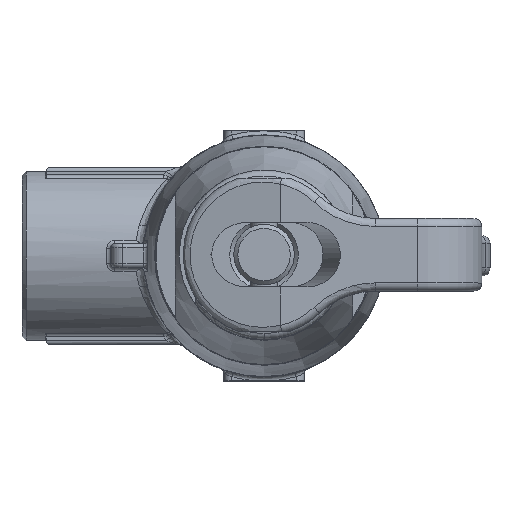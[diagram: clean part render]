
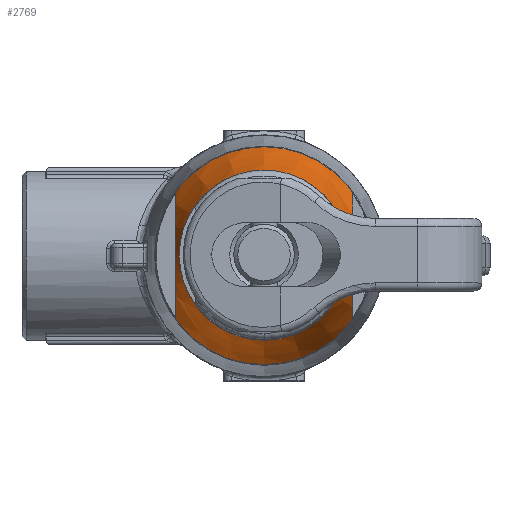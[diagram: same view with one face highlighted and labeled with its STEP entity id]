
A CAD part, top view. The second image highlights one B-rep face of the part: STEP entity #2769.
In plain terms, the highlighted conical face has half-angle 18 degrees and reference radius 13.5 mm.
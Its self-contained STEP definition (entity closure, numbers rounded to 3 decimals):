
#2605=CARTESIAN_POINT('',(0.,13.5,25.767));
#2606=VERTEX_POINT('',#2605);
#2613=CARTESIAN_POINT('',(0.,-13.5,25.767));
#2614=VERTEX_POINT('',#2613);
#2615=CARTESIAN_POINT('',(0.,0.,25.767));
#2616=DIRECTION('',(0.,-0.,-1.));
#2617=DIRECTION('',(0.,1.,-0.));
#2618=AXIS2_PLACEMENT_3D('',#2615,#2616,#2617);
#2619=CIRCLE('',#2618,13.5);
#2620=EDGE_CURVE('NONE',#2606,#2614,#2619,.T.);
#2622=CARTESIAN_POINT('',(0.,0.,25.767));
#2623=DIRECTION('',(0.,-0.,-1.));
#2624=DIRECTION('',(0.,1.,-0.));
#2625=AXIS2_PLACEMENT_3D('',#2622,#2623,#2624);
#2626=CIRCLE('',#2625,13.5);
#2627=EDGE_CURVE('NONE',#2614,#2606,#2626,.T.);
#2635=CARTESIAN_POINT('',(0.,0.,25.767));
#2636=DIRECTION('',(0.,-0.,-1.));
#2637=DIRECTION('',(0.,1.,-0.));
#2638=AXIS2_PLACEMENT_3D('',#2635,#2636,#2637);
#2639=CONICAL_SURFACE('',#2638,13.5,18.);
#2640=CARTESIAN_POINT('',(0.,10.5,35.));
#2641=VERTEX_POINT('',#2640);
#2642=CARTESIAN_POINT('',(0.,13.5,25.767));
#2643=DIRECTION('',(-0.,-0.309,0.951));
#2644=VECTOR('',#2643,9.708);
#2645=LINE('',#2642,#2644);
#2646=EDGE_CURVE('',#2606,#2641,#2645,.T.);
#2647=ORIENTED_EDGE('',*,*,#2646,.T.);
#2648=CARTESIAN_POINT('',(-0.,-10.5,35.));
#2649=VERTEX_POINT('',#2648);
#2650=CARTESIAN_POINT('',(0.,0.,35.));
#2651=DIRECTION('',(0.,-0.,-1.));
#2652=DIRECTION('',(0.,1.,-0.));
#2653=AXIS2_PLACEMENT_3D('',#2650,#2651,#2652);
#2654=CIRCLE('',#2653,10.5);
#2655=EDGE_CURVE('NONE',#2641,#2649,#2654,.T.);
#2656=ORIENTED_EDGE('',*,*,#2655,.T.);
#2657=CARTESIAN_POINT('',(0.,0.,35.));
#2658=DIRECTION('',(0.,-0.,-1.));
#2659=DIRECTION('',(0.,1.,-0.));
#2660=AXIS2_PLACEMENT_3D('',#2657,#2658,#2659);
#2661=CIRCLE('',#2660,10.5);
#2662=EDGE_CURVE('NONE',#2649,#2641,#2661,.T.);
#2663=ORIENTED_EDGE('',*,*,#2662,.T.);
#2664=ORIENTED_EDGE('',*,*,#2646,.F.);
#2665=ORIENTED_EDGE('',*,*,#2627,.F.);
#2666=ORIENTED_EDGE('',*,*,#2620,.F.);
#2667=EDGE_LOOP('',(#2647,#2656,#2663,#2664,#2665,#2666));
#2668=FACE_BOUND('',#2667,.T.);
#2669=CARTESIAN_POINT('',(11.,7.695,26.));
#2670=VERTEX_POINT('',#2669);
#2671=CARTESIAN_POINT('',(11.,-7.695,26.));
#2672=VERTEX_POINT('',#2671);
#2673=CARTESIAN_POINT('',(0.,0.,26.));
#2674=DIRECTION('',(0.,-0.,-1.));
#2675=DIRECTION('',(0.,1.,-0.));
#2676=AXIS2_PLACEMENT_3D('',#2673,#2674,#2675);
#2677=CIRCLE('',#2676,13.424);
#2678=EDGE_CURVE('NONE',#2670,#2672,#2677,.T.);
#2679=ORIENTED_EDGE('',*,*,#2678,.T.);
#2680=CARTESIAN_POINT('',(11.,7.695,26.));
#2681=CARTESIAN_POINT('',(11.,7.239,26.804));
#2682=CARTESIAN_POINT('',(11.,6.763,27.598));
#2683=CARTESIAN_POINT('',(11.,5.741,29.152));
#2684=CARTESIAN_POINT('',(11.,5.201,29.906));
#2685=CARTESIAN_POINT('',(11.,4.308,30.967));
#2686=CARTESIAN_POINT('',(11.,3.997,31.309));
#2687=CARTESIAN_POINT('',(11.,3.331,31.956));
#2688=CARTESIAN_POINT('',(11.,2.974,32.264));
#2689=CARTESIAN_POINT('',(11.,2.402,32.668));
#2690=CARTESIAN_POINT('',(11.,2.205,32.793));
#2691=CARTESIAN_POINT('',(11.,1.797,33.018));
#2692=CARTESIAN_POINT('',(11.,1.583,33.119));
#2693=CARTESIAN_POINT('',(11.,1.144,33.285));
#2694=CARTESIAN_POINT('',(11.,0.921,33.35));
#2695=CARTESIAN_POINT('',(11.,0.462,33.439));
#2696=CARTESIAN_POINT('',(11.,0.225,33.462));
#2697=CARTESIAN_POINT('',(11.,-0.242,33.461));
#2698=CARTESIAN_POINT('',(11.,-0.473,33.437));
#2699=CARTESIAN_POINT('',(11.,-0.932,33.347));
#2700=CARTESIAN_POINT('',(11.,-1.16,33.28));
#2701=CARTESIAN_POINT('',(11.,-1.596,33.113));
#2702=CARTESIAN_POINT('',(11.,-1.806,33.014));
#2703=CARTESIAN_POINT('',(11.,-2.213,32.788));
#2704=CARTESIAN_POINT('',(11.,-2.412,32.662));
#2705=CARTESIAN_POINT('',(11.,-2.985,32.255));
#2706=CARTESIAN_POINT('',(11.,-3.336,31.952));
#2707=CARTESIAN_POINT('',(11.,-4.001,31.304));
#2708=CARTESIAN_POINT('',(11.,-4.314,30.96));
#2709=CARTESIAN_POINT('',(11.,-5.216,29.887));
#2710=CARTESIAN_POINT('',(11.,-5.754,29.134));
#2711=CARTESIAN_POINT('',(11.,-6.767,27.592));
#2712=CARTESIAN_POINT('',(11.,-7.241,26.802));
#2713=CARTESIAN_POINT('',(11.,-7.695,26.));
#2714=B_SPLINE_CURVE_WITH_KNOTS('',3,(#2680,#2681,#2682,#2683,#2684,#2685,#2686,#2687,#2688,#2689,#2690,#2691,#2692,#2693,#2694,#2695,#2696,#2697,#2698,#2699,#2700,#2701,#2702,#2703,#2704,#2705,
#2706,#2707,#2708,#2709,#2710,#2711,#2712,#2713),.UNSPECIFIED.,.F.,.F.,(4,2,2,2,2,2,2,2,2,2,2,2,2,2,2,2,4),(0.017,0.019,0.022,0.023,0.025,0.026,0.026,0.027,0.028,0.028,0.029,0.03,0.03,0.032,0.033,0.036,0.039),.UNSPECIFIED.);
#2715=EDGE_CURVE('NONE',#2670,#2672,#2714,.T.);
#2716=ORIENTED_EDGE('',*,*,#2715,.F.);
#2717=EDGE_LOOP('',(#2679,#2716));
#2718=FACE_BOUND('',#2717,.T.);
#2719=CARTESIAN_POINT('',(-11.,7.695,26.));
#2720=VERTEX_POINT('',#2719);
#2721=CARTESIAN_POINT('',(-11.,-7.695,26.));
#2722=VERTEX_POINT('',#2721);
#2723=CARTESIAN_POINT('',(0.,0.,26.));
#2724=DIRECTION('',(-0.,0.,1.));
#2725=DIRECTION('',(0.,1.,-0.));
#2726=AXIS2_PLACEMENT_3D('',#2723,#2724,#2725);
#2727=CIRCLE('',#2726,13.424);
#2728=EDGE_CURVE('NONE',#2720,#2722,#2727,.T.);
#2729=ORIENTED_EDGE('',*,*,#2728,.F.);
#2730=CARTESIAN_POINT('',(-11.,-7.695,26.));
#2731=CARTESIAN_POINT('',(-11.,-7.241,26.802));
#2732=CARTESIAN_POINT('',(-11.,-6.767,27.592));
#2733=CARTESIAN_POINT('',(-11.,-5.754,29.134));
#2734=CARTESIAN_POINT('',(-11.,-5.216,29.887));
#2735=CARTESIAN_POINT('',(-11.,-4.314,30.96));
#2736=CARTESIAN_POINT('',(-11.,-4.001,31.304));
#2737=CARTESIAN_POINT('',(-11.,-3.336,31.952));
#2738=CARTESIAN_POINT('',(-11.,-2.985,32.255));
#2739=CARTESIAN_POINT('',(-11.,-2.412,32.662));
#2740=CARTESIAN_POINT('',(-11.,-2.213,32.788));
#2741=CARTESIAN_POINT('',(-11.,-1.806,33.014));
#2742=CARTESIAN_POINT('',(-11.,-1.596,33.113));
#2743=CARTESIAN_POINT('',(-11.,-1.16,33.28));
#2744=CARTESIAN_POINT('',(-11.,-0.932,33.347));
#2745=CARTESIAN_POINT('',(-11.,-0.473,33.437));
#2746=CARTESIAN_POINT('',(-11.,-0.242,33.461));
#2747=CARTESIAN_POINT('',(-11.,0.225,33.462));
#2748=CARTESIAN_POINT('',(-11.,0.462,33.439));
#2749=CARTESIAN_POINT('',(-11.,0.921,33.35));
#2750=CARTESIAN_POINT('',(-11.,1.144,33.285));
#2751=CARTESIAN_POINT('',(-11.,1.583,33.119));
#2752=CARTESIAN_POINT('',(-11.,1.797,33.018));
#2753=CARTESIAN_POINT('',(-11.,2.205,32.793));
#2754=CARTESIAN_POINT('',(-11.,2.402,32.668));
#2755=CARTESIAN_POINT('',(-11.,2.974,32.264));
#2756=CARTESIAN_POINT('',(-11.,3.331,31.956));
#2757=CARTESIAN_POINT('',(-11.,3.997,31.309));
#2758=CARTESIAN_POINT('',(-11.,4.308,30.967));
#2759=CARTESIAN_POINT('',(-11.,5.201,29.906));
#2760=CARTESIAN_POINT('',(-11.,5.741,29.152));
#2761=CARTESIAN_POINT('',(-11.,6.763,27.598));
#2762=CARTESIAN_POINT('',(-11.,7.239,26.804));
#2763=CARTESIAN_POINT('',(-11.,7.695,26.));
#2764=B_SPLINE_CURVE_WITH_KNOTS('',3,(#2730,#2731,#2732,#2733,#2734,#2735,#2736,#2737,#2738,#2739,#2740,#2741,#2742,#2743,#2744,#2745,#2746,#2747,#2748,#2749,#2750,#2751,#2752,#2753,#2754,#2755,
#2756,#2757,#2758,#2759,#2760,#2761,#2762,#2763),.UNSPECIFIED.,.F.,.F.,(4,2,2,2,2,2,2,2,2,2,2,2,2,2,2,2,4),(0.042,0.044,0.047,0.049,0.05,0.051,0.051,0.052,0.053,0.053,0.054,0.055,0.055,0.057,0.058,0.061,0.064),.UNSPECIFIED.);
#2765=EDGE_CURVE('NONE',#2722,#2720,#2764,.T.);
#2766=ORIENTED_EDGE('',*,*,#2765,.F.);
#2767=EDGE_LOOP('',(#2729,#2766));
#2768=FACE_BOUND('',#2767,.T.);
#2769=ADVANCED_FACE('NONE',(#2668,#2718,#2768),#2639,.T.);
